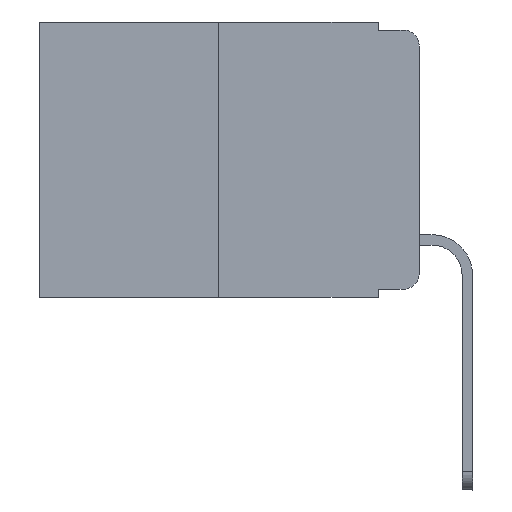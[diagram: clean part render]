
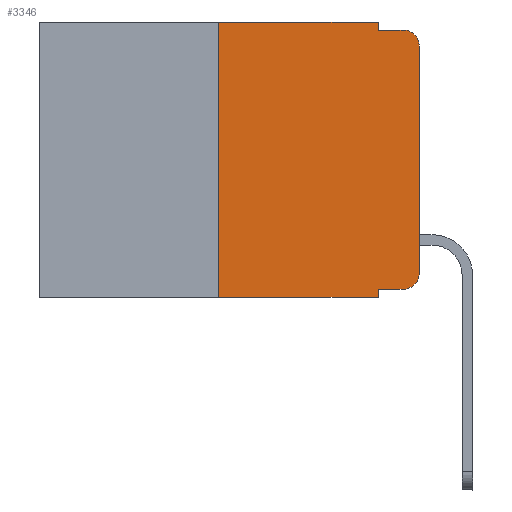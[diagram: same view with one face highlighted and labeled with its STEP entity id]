
A CAD part, left-side view. The second image highlights one B-rep face of the part: STEP entity #3346.
In plain terms, the highlighted planar face has unit normal (-1, 0, 0).
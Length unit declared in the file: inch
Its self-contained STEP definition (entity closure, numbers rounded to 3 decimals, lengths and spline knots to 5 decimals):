
#71 = VERTEX_POINT ( 'NONE', #8426 ) ;
#91 = ORIENTED_EDGE ( 'NONE', *, *, #5353, .T. ) ;
#262 = VERTEX_POINT ( 'NONE', #5959 ) ;
#516 = DIRECTION ( 'NONE',  ( 0., 0., -1. ) ) ;
#819 = VECTOR ( 'NONE', #516, 39.37008 ) ;
#893 = DIRECTION ( 'NONE',  ( 0., -1., 0. ) ) ;
#985 = EDGE_CURVE ( 'NONE', #2922, #262, #7972, .T. ) ;
#1096 = CARTESIAN_POINT ( 'NONE',  ( 0., 0.473, 0. ) ) ;
#1153 = VERTEX_POINT ( 'NONE', #7600 ) ;
#1289 = CARTESIAN_POINT ( 'NONE',  ( 0., 0.473, -0.343 ) ) ;
#1328 = DIRECTION ( 'NONE',  ( 0., 0., -1. ) ) ;
#1356 = VERTEX_POINT ( 'NONE', #3592 ) ;
#1538 = CARTESIAN_POINT ( 'NONE',  ( 0., 0., -0.03 ) ) ;
#1567 = AXIS2_PLACEMENT_3D ( 'NONE', #8019, #3470, #1328 ) ;
#1711 = ORIENTED_EDGE ( 'NONE', *, *, #4303, .F. ) ;
#1722 = VECTOR ( 'NONE', #893, 39.37008 ) ;
#1750 = VECTOR ( 'NONE', #5169, 39.37008 ) ;
#1863 = VECTOR ( 'NONE', #7245, 39.37008 ) ;
#2140 = EDGE_CURVE ( 'NONE', #2205, #8177, #3962, .T. ) ;
#2205 = VERTEX_POINT ( 'NONE', #3918 ) ;
#2656 = CARTESIAN_POINT ( 'NONE',  ( 0., 0.02, -0.333 ) ) ;
#2666 = ORIENTED_EDGE ( 'NONE', *, *, #8640, .T. ) ;
#2822 = ORIENTED_EDGE ( 'NONE', *, *, #5482, .T. ) ;
#2922 = VERTEX_POINT ( 'NONE', #4276 ) ;
#2945 = ORIENTED_EDGE ( 'NONE', *, *, #6464, .T. ) ;
#3038 = PLANE ( 'NONE',  #6351 ) ;
#3213 = CARTESIAN_POINT ( 'NONE',  ( 0., 0.25, 0. ) ) ;
#3346 = ADVANCED_FACE ( 'NONE', ( #3687 ), #3038, .F. ) ;
#3470 = DIRECTION ( 'NONE',  ( -1., 0., 0. ) ) ;
#3548 = ORIENTED_EDGE ( 'NONE', *, *, #2140, .F. ) ;
#3592 = CARTESIAN_POINT ( 'NONE',  ( 0., 0.051, -0.343 ) ) ;
#3618 = CIRCLE ( 'NONE', #1567, 0.02 ) ;
#3687 = FACE_OUTER_BOUND ( 'NONE', #4476, .T. ) ;
#3700 = VECTOR ( 'NONE', #5377, 39.37008 ) ;
#3711 = CARTESIAN_POINT ( 'NONE',  ( 0., 0., 0. ) ) ;
#3767 = VERTEX_POINT ( 'NONE', #7474 ) ;
#3780 = ORIENTED_EDGE ( 'NONE', *, *, #985, .F. ) ;
#3912 = LINE ( 'NONE', #1096, #1722 ) ;
#3918 = CARTESIAN_POINT ( 'NONE',  ( 0., 0.25, -0.343 ) ) ;
#3957 = EDGE_CURVE ( 'NONE', #8177, #2922, #3912, .T. ) ;
#3962 = LINE ( 'NONE', #3213, #3700 ) ;
#4111 = CARTESIAN_POINT ( 'NONE',  ( 0., 0.02, -0.03 ) ) ;
#4138 = EDGE_CURVE ( 'NONE', #4549, #3767, #3618, .T. ) ;
#4276 = CARTESIAN_POINT ( 'NONE',  ( 0., 0.051, 0. ) ) ;
#4303 = EDGE_CURVE ( 'NONE', #262, #1153, #8553, .T. ) ;
#4469 = DIRECTION ( 'NONE',  ( 1., 0., 0. ) ) ;
#4476 = EDGE_LOOP ( 'NONE', ( #2822, #2945, #1711, #3780, #4586, #3548, #91, #8673, #2666, #6016 ) ) ;
#4549 = VERTEX_POINT ( 'NONE', #2656 ) ;
#4577 = DIRECTION ( 'NONE',  ( 0., 0., -1. ) ) ;
#4586 = ORIENTED_EDGE ( 'NONE', *, *, #3957, .F. ) ;
#5115 = VERTEX_POINT ( 'NONE', #1538 ) ;
#5160 = CARTESIAN_POINT ( 'NONE',  ( 0., 0.051, -0.333 ) ) ;
#5169 = DIRECTION ( 'NONE',  ( 0., 0., 1. ) ) ;
#5221 = LINE ( 'NONE', #5160, #5808 ) ;
#5287 = CARTESIAN_POINT ( 'NONE',  ( 0., 0.473, 0. ) ) ;
#5343 = DIRECTION ( 'NONE',  ( 0., 0., -1. ) ) ;
#5353 = EDGE_CURVE ( 'NONE', #2205, #1356, #5858, .T. ) ;
#5377 = DIRECTION ( 'NONE',  ( 0., 0., 1. ) ) ;
#5482 = EDGE_CURVE ( 'NONE', #3767, #5115, #7463, .T. ) ;
#5618 = DIRECTION ( 'NONE',  ( -1., 0., 0. ) ) ;
#5643 = AXIS2_PLACEMENT_3D ( 'NONE', #4111, #5618, #4577 ) ;
#5808 = VECTOR ( 'NONE', #8178, 39.37008 ) ;
#5815 = DIRECTION ( 'NONE',  ( 0., -1., 0. ) ) ;
#5858 = LINE ( 'NONE', #1289, #6614 ) ;
#5959 = CARTESIAN_POINT ( 'NONE',  ( 0., 0.051, -0.01 ) ) ;
#6010 = CARTESIAN_POINT ( 'NONE',  ( 0., 0.25, 0. ) ) ;
#6016 = ORIENTED_EDGE ( 'NONE', *, *, #4138, .T. ) ;
#6189 = DIRECTION ( 'NONE',  ( 0., -1., 0. ) ) ;
#6213 = EDGE_CURVE ( 'NONE', #71, #1356, #6429, .T. ) ;
#6351 = AXIS2_PLACEMENT_3D ( 'NONE', #5287, #4469, #5343 ) ;
#6429 = LINE ( 'NONE', #8786, #1863 ) ;
#6464 = EDGE_CURVE ( 'NONE', #5115, #1153, #7189, .T. ) ;
#6614 = VECTOR ( 'NONE', #5815, 39.37008 ) ;
#7189 = CIRCLE ( 'NONE', #5643, 0.02 ) ;
#7225 = CARTESIAN_POINT ( 'NONE',  ( 0., 0.051, 0. ) ) ;
#7245 = DIRECTION ( 'NONE',  ( 0., 0., -1. ) ) ;
#7463 = LINE ( 'NONE', #3711, #1750 ) ;
#7474 = CARTESIAN_POINT ( 'NONE',  ( 0., 0., -0.313 ) ) ;
#7600 = CARTESIAN_POINT ( 'NONE',  ( 0., 0.02, -0.01 ) ) ;
#7706 = CARTESIAN_POINT ( 'NONE',  ( 0., 0.051, -0.01 ) ) ;
#7972 = LINE ( 'NONE', #7225, #819 ) ;
#8019 = CARTESIAN_POINT ( 'NONE',  ( 0., 0.02, -0.313 ) ) ;
#8177 = VERTEX_POINT ( 'NONE', #6010 ) ;
#8178 = DIRECTION ( 'NONE',  ( 0., -1., 0. ) ) ;
#8426 = CARTESIAN_POINT ( 'NONE',  ( 0., 0.051, -0.333 ) ) ;
#8553 = LINE ( 'NONE', #7706, #9408 ) ;
#8640 = EDGE_CURVE ( 'NONE', #71, #4549, #5221, .T. ) ;
#8673 = ORIENTED_EDGE ( 'NONE', *, *, #6213, .F. ) ;
#8786 = CARTESIAN_POINT ( 'NONE',  ( 0., 0.051, 0. ) ) ;
#9408 = VECTOR ( 'NONE', #6189, 39.37008 ) ;
